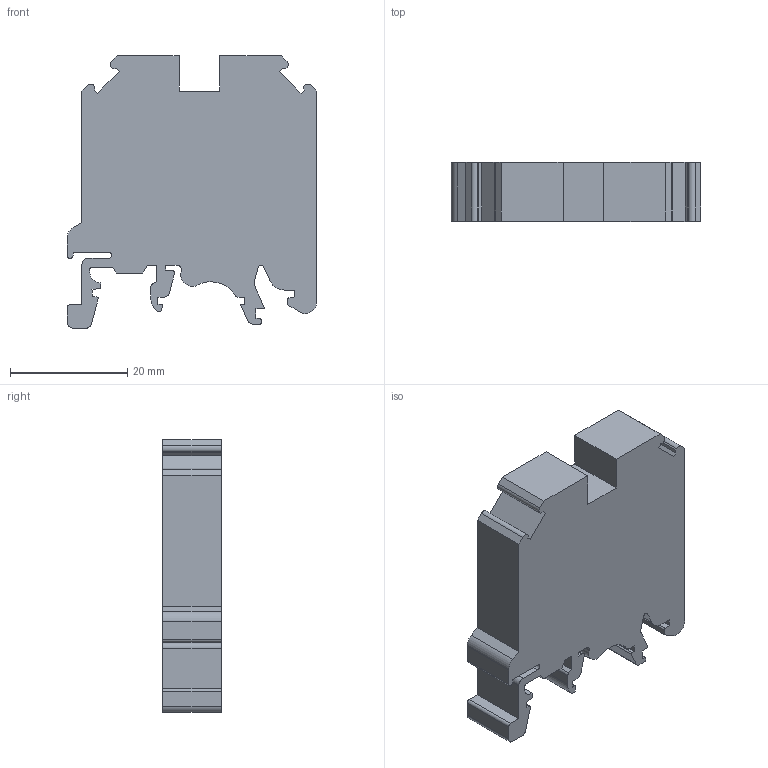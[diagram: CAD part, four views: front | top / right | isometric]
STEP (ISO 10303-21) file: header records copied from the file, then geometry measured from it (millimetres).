
FILE_DESCRIPTION(/* description */ ('Unknown'),/* implementation_level */ '2;1');
FILE_NAME(/* name */ 'DFBK12-A',/* time_stamp */ '2016-11-19T18:23:23+06:00',/* author */ ('Unknown'),/* organization */ ('Unknown'),/* preprocessor_version */ 'ST-DEVELOPER v16',/* originating_system */ 'DEX',/* authorisation */ $);
FILE_SCHEMA (('AUTOMOTIVE_DESIGN {1 0 10303 214 3 1 1}'));
Length unit declared in the file: millimetre
Products named in the file (1): DFBK12-A
Bounding box: 42.5 x 10 x 46.4 mm (x, y, z)
Volume: 15053.9 mm3; surface area: 5666.7 mm2
Topology: 1 solids, 1 shells, 114 faces, 336 edges, 224 vertices
Faces by surface type: plane 78, cylinder 36
Entity records: 3824 total; most frequent: CARTESIAN_POINT 675, ORIENTED_EDGE 672, DIRECTION 638, EDGE_CURVE 336, LINE 264, VECTOR 264, VERTEX_POINT 224, AXIS2_PLACEMENT_3D 187
